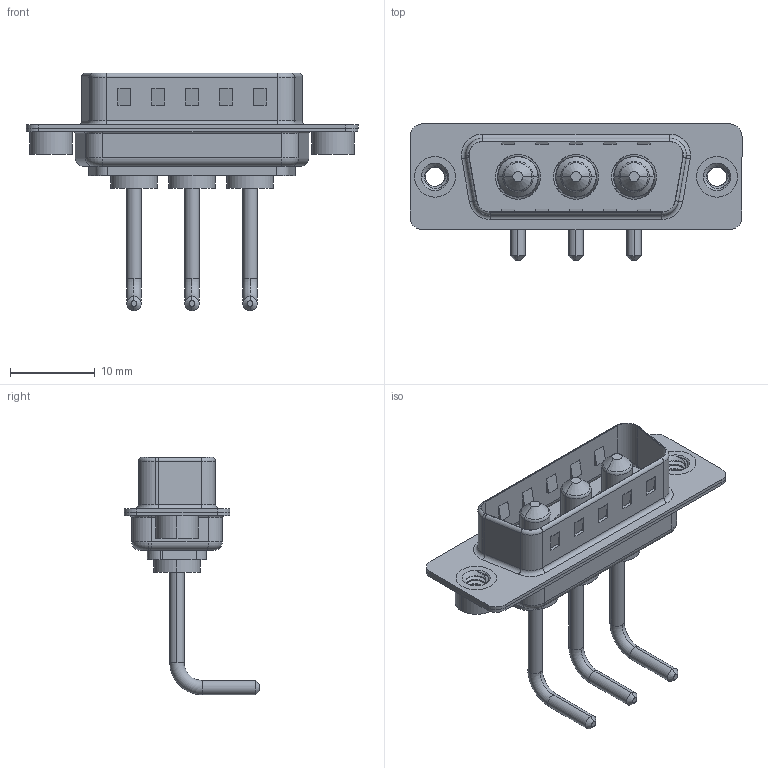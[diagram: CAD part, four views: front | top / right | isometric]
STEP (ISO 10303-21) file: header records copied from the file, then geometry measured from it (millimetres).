
FILE_DESCRIPTION (( 'STEP AP203' ), '1' );
FILE_NAME ('629-3W3-650-1TA.STEP', '2022-05-05T06:56:32', ( '' ), ( '' ), 'SwSTEP 2.0', 'SolidWorks 2020', '' );
FILE_SCHEMA (( 'CONFIG_CONTROL_DESIGN' ));
Length unit declared in the file: millimetre
Products named in the file (6): 629Combo Threaded Rivet_2; 629Combo Shell Rear_15 Contacts; Power Pin_Ext 10A RA; 629-3W3-650-1TA; 629Combo Housing_3W3; 629Combo Shell Front_15 Contacts
Assembly tree (8 placements, depth 2):
  629-3W3-650-1TA
    629Combo Housing_3W3
    629Combo Shell Rear_15 Contacts
    629Combo Shell Front_15 Contacts
    629Combo Threaded Rivet_2  x2
    Power Pin_Ext 10A RA  x3
Bounding box: 39.2 x 16.05 x 28.08 mm (x, y, z)
Volume: 2127.3 mm3; surface area: 4951.2 mm2
Topology: 11 solids, 11 shells, 469 faces, 1133 edges, 706 vertices
Faces by surface type: cylinder 196, plane 169, torus 62, cone 33, bspline 9
Entity records: 12884 total; most frequent: CARTESIAN_POINT 3397, DIRECTION 1925, ORIENTED_EDGE 1780, EDGE_CURVE 890, AXIS2_PLACEMENT_3D 719, VERTEX_POINT 558, VECTOR 487, LINE 487
